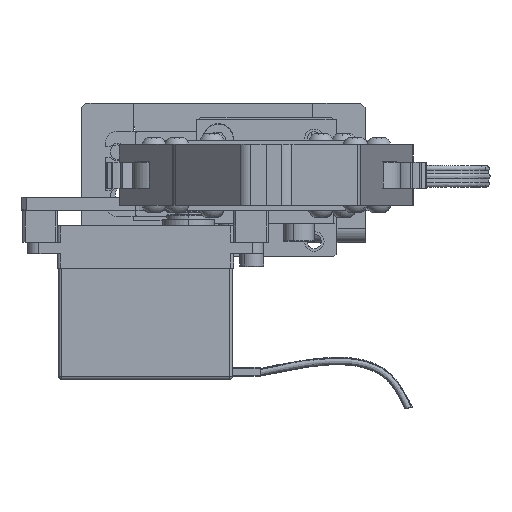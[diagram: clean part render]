
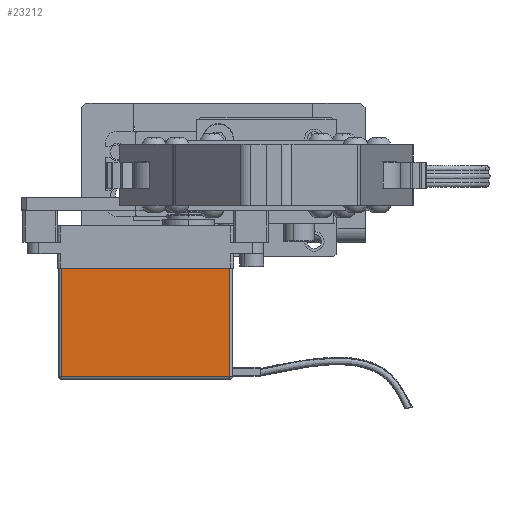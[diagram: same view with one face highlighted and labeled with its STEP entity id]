
A CAD part, top view. The second image highlights one B-rep face of the part: STEP entity #23212.
In plain terms, the highlighted planar face has unit normal (0, 0, 1).
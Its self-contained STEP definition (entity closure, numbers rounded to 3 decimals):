
#369 = CARTESIAN_POINT ( 'NONE',  ( 19.261, 25.4, -0.254 ) ) ;
#1162 = ORIENTED_EDGE ( 'NONE', *, *, #1796, .T. ) ;
#1768 = LINE ( 'NONE', #21942, #6932 ) ;
#1796 = EDGE_CURVE ( 'NONE', #22583, #8251, #6246, .T. ) ;
#6246 = LINE ( 'NONE', #20152, #17973 ) ;
#6932 = VECTOR ( 'NONE', #15308, 1000. ) ;
#7052 = VERTEX_POINT ( 'NONE', #14604 ) ;
#7070 = CARTESIAN_POINT ( 'NONE',  ( 19.896, 25.4, -0.254 ) ) ;
#7293 = AXIS2_PLACEMENT_3D ( 'NONE', #20516, #22740, #9531 ) ;
#8251 = VERTEX_POINT ( 'NONE', #16644 ) ;
#8691 = ORIENTED_EDGE ( 'NONE', *, *, #9951, .T. ) ;
#9531 = DIRECTION ( 'NONE',  ( 1., 0., 0. ) ) ;
#9951 = EDGE_CURVE ( 'NONE', #11520, #7052, #22285, .T. ) ;
#10076 = VECTOR ( 'NONE', #10892, 1000. ) ;
#10760 = LINE ( 'NONE', #369, #10076 ) ;
#10892 = DIRECTION ( 'NONE',  ( 0., 1., 0. ) ) ;
#10934 = DIRECTION ( 'NONE',  ( 1., 0., 0. ) ) ;
#11520 = VERTEX_POINT ( 'NONE', #24693 ) ;
#12815 = FACE_OUTER_BOUND ( 'NONE', #14643, .T. ) ;
#13786 = ORIENTED_EDGE ( 'NONE', *, *, #17622, .T. ) ;
#14604 = CARTESIAN_POINT ( 'NONE',  ( -19.261, 25.4, -0.254 ) ) ;
#14643 = EDGE_LOOP ( 'NONE', ( #1162, #17991, #8691, #13786 ) ) ;
#15308 = DIRECTION ( 'NONE',  ( 0., -1., 0. ) ) ;
#16437 = VECTOR ( 'NONE', #26969, 1000. ) ;
#16644 = CARTESIAN_POINT ( 'NONE',  ( 19.261, 0.635, -0.254 ) ) ;
#17155 = EDGE_CURVE ( 'NONE', #8251, #11520, #10760, .T. ) ;
#17622 = EDGE_CURVE ( 'NONE', #7052, #22583, #1768, .T. ) ;
#17973 = VECTOR ( 'NONE', #10934, 1000. ) ;
#17991 = ORIENTED_EDGE ( 'NONE', *, *, #17155, .T. ) ;
#18304 = PLANE ( 'NONE',  #7293 ) ;
#20152 = CARTESIAN_POINT ( 'NONE',  ( 19.896, 0.635, -0.254 ) ) ;
#20516 = CARTESIAN_POINT ( 'NONE',  ( 19.896, 25.4, -0.254 ) ) ;
#21942 = CARTESIAN_POINT ( 'NONE',  ( -19.261, 25.4, -0.254 ) ) ;
#22285 = LINE ( 'NONE', #7070, #16437 ) ;
#22583 = VERTEX_POINT ( 'NONE', #27183 ) ;
#22740 = DIRECTION ( 'NONE',  ( 0., 0., 1. ) ) ;
#23212 = ADVANCED_FACE ( 'NONE', ( #12815 ), #18304, .T. ) ;
#24693 = CARTESIAN_POINT ( 'NONE',  ( 19.261, 25.4, -0.254 ) ) ;
#26969 = DIRECTION ( 'NONE',  ( -1., 0., 0. ) ) ;
#27183 = CARTESIAN_POINT ( 'NONE',  ( -19.261, 0.635, -0.254 ) ) ;
